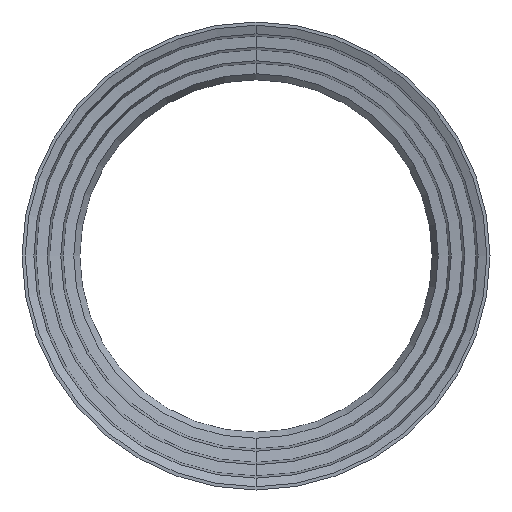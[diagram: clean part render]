
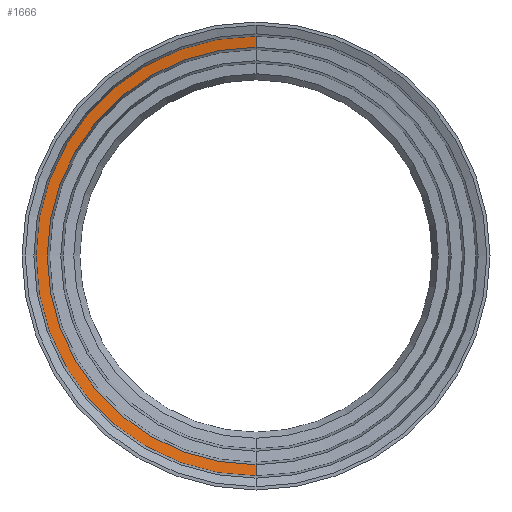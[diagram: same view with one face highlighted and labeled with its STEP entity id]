
A CAD part, front view. The second image highlights one B-rep face of the part: STEP entity #1666.
In plain terms, the highlighted conical face has half-angle 81.856 degrees and reference radius 34.088 mm.
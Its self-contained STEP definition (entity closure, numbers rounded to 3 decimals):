
#150 = DIRECTION ( 'NONE',  ( 0., -0.142, 0.99 ) ) ;
#152 = DIRECTION ( 'NONE',  ( 0., -0.142, -0.99 ) ) ;
#209 = CARTESIAN_POINT ( 'NONE',  ( 0., 3.317, 32.017 ) ) ;
#295 = LINE ( 'NONE', #1196, #1525 ) ;
#308 = CARTESIAN_POINT ( 'NONE',  ( 0., 3.07, 33.74 ) ) ;
#361 = EDGE_CURVE ( 'NONE', #1098, #1819, #663, .T. ) ;
#386 = ORIENTED_EDGE ( 'NONE', *, *, #821, .T. ) ;
#421 = ORIENTED_EDGE ( 'NONE', *, *, #1480, .F. ) ;
#503 = DIRECTION ( 'NONE',  ( 0., -1., 0. ) ) ;
#519 = CARTESIAN_POINT ( 'NONE',  ( 0., 3.07, -33.74 ) ) ;
#530 = ORIENTED_EDGE ( 'NONE', *, *, #361, .F. ) ;
#621 = AXIS2_PLACEMENT_3D ( 'NONE', #1284, #686, #730 ) ;
#628 = FACE_OUTER_BOUND ( 'NONE', #1135, .T. ) ;
#663 = CIRCLE ( 'NONE', #1721, 33.74 ) ;
#686 = DIRECTION ( 'NONE',  ( 0., 1., 0. ) ) ;
#707 = CARTESIAN_POINT ( 'NONE',  ( 0., 3.317, -32.017 ) ) ;
#727 = VERTEX_POINT ( 'NONE', #209 ) ;
#730 = DIRECTION ( 'NONE',  ( 0., 0., 1. ) ) ;
#784 = CIRCLE ( 'NONE', #621, 32.017 ) ;
#821 = EDGE_CURVE ( 'NONE', #845, #727, #784, .T. ) ;
#845 = VERTEX_POINT ( 'NONE', #707 ) ;
#914 = CARTESIAN_POINT ( 'NONE',  ( 0., 3.021, 0. ) ) ;
#997 = VECTOR ( 'NONE', #150, 1000. ) ;
#1022 = CARTESIAN_POINT ( 'NONE',  ( 0., 3.07, 0. ) ) ;
#1098 = VERTEX_POINT ( 'NONE', #519 ) ;
#1135 = EDGE_LOOP ( 'NONE', ( #386, #1232, #530, #421 ) ) ;
#1167 = LINE ( 'NONE', #1471, #997 ) ;
#1196 = CARTESIAN_POINT ( 'NONE',  ( 0., 3.021, -34.088 ) ) ;
#1232 = ORIENTED_EDGE ( 'NONE', *, *, #1254, .T. ) ;
#1254 = EDGE_CURVE ( 'NONE', #727, #1819, #1167, .T. ) ;
#1284 = CARTESIAN_POINT ( 'NONE',  ( 0., 3.317, 0. ) ) ;
#1471 = CARTESIAN_POINT ( 'NONE',  ( 0., 3.021, 34.088 ) ) ;
#1480 = EDGE_CURVE ( 'NONE', #845, #1098, #295, .T. ) ;
#1525 = VECTOR ( 'NONE', #152, 1000. ) ;
#1557 = AXIS2_PLACEMENT_3D ( 'NONE', #914, #503, #1810 ) ;
#1578 = DIRECTION ( 'NONE',  ( 0., 1., 0. ) ) ;
#1666 = ADVANCED_FACE ( 'NONE', ( #628 ), #1743, .F. ) ;
#1721 = AXIS2_PLACEMENT_3D ( 'NONE', #1022, #1578, #1881 ) ;
#1743 = CONICAL_SURFACE ( 'NONE', #1557, 34.088, 1.429 ) ;
#1810 = DIRECTION ( 'NONE',  ( 0., 0., -1. ) ) ;
#1819 = VERTEX_POINT ( 'NONE', #308 ) ;
#1881 = DIRECTION ( 'NONE',  ( 0., 0., 1. ) ) ;
